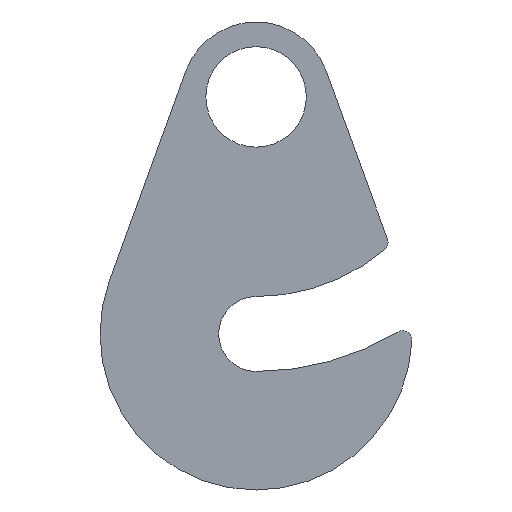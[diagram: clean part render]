
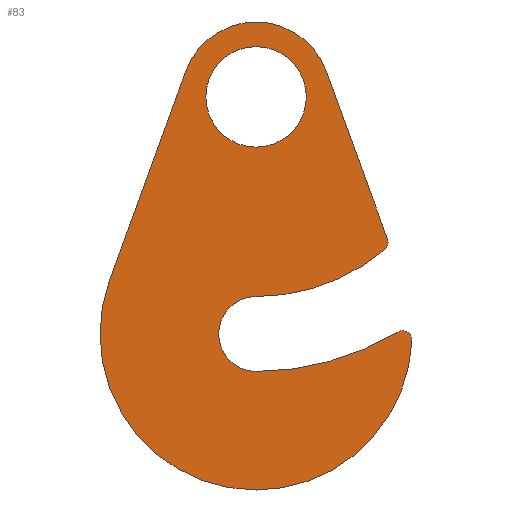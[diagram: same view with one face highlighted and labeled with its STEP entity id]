
A CAD part, front view. The second image highlights one B-rep face of the part: STEP entity #83.
In plain terms, the highlighted planar face has unit normal (0, -1, 0).
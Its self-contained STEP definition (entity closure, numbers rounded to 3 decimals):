
#22 = ORIENTED_EDGE ( 'NONE', *, *, #224, .F. ) ;
#25 = EDGE_CURVE ( 'NONE', #222, #113, #332, .T. ) ;
#54 = EDGE_CURVE ( 'NONE', #153, #150, #459, .T. ) ;
#59 = ORIENTED_EDGE ( 'NONE', *, *, #155, .T. ) ;
#62 = ORIENTED_EDGE ( 'NONE', *, *, #25, .F. ) ;
#63 = ORIENTED_EDGE ( 'NONE', *, *, #120, .F. ) ;
#64 = EDGE_CURVE ( 'NONE', #114, #82, #382, .T. ) ;
#66 = EDGE_CURVE ( 'NONE', #82, #68, #447, .T. ) ;
#68 = VERTEX_POINT ( 'NONE', #449 ) ;
#74 = EDGE_LOOP ( 'NONE', ( #86, #93, #119, #63, #107, #111, #118, #62, #22, #100 ) ) ;
#82 = VERTEX_POINT ( 'NONE', #361 ) ;
#83 = ADVANCED_FACE ( 'NONE', ( #356, #436 ), #363, .F. ) ;
#86 = ORIENTED_EDGE ( 'NONE', *, *, #66, .F. ) ;
#93 = ORIENTED_EDGE ( 'NONE', *, *, #64, .F. ) ;
#96 = EDGE_LOOP ( 'NONE', ( #59, #105 ) ) ;
#100 = ORIENTED_EDGE ( 'NONE', *, *, #106, .F. ) ;
#105 = ORIENTED_EDGE ( 'NONE', *, *, #54, .T. ) ;
#106 = EDGE_CURVE ( 'NONE', #68, #228, #536, .T. ) ;
#107 = ORIENTED_EDGE ( 'NONE', *, *, #108, .F. ) ;
#108 = EDGE_CURVE ( 'NONE', #110, #115, #530, .T. ) ;
#109 = VERTEX_POINT ( 'NONE', #388 ) ;
#110 = VERTEX_POINT ( 'NONE', #390 ) ;
#111 = ORIENTED_EDGE ( 'NONE', *, *, #122, .F. ) ;
#113 = VERTEX_POINT ( 'NONE', #489 ) ;
#114 = VERTEX_POINT ( 'NONE', #524 ) ;
#115 = VERTEX_POINT ( 'NONE', #523 ) ;
#116 = VERTEX_POINT ( 'NONE', #525 ) ;
#117 = EDGE_CURVE ( 'NONE', #109, #114, #520, .T. ) ;
#118 = ORIENTED_EDGE ( 'NONE', *, *, #121, .F. ) ;
#119 = ORIENTED_EDGE ( 'NONE', *, *, #117, .F. ) ;
#120 = EDGE_CURVE ( 'NONE', #115, #109, #516, .T. ) ;
#121 = EDGE_CURVE ( 'NONE', #113, #116, #514, .T. ) ;
#122 = EDGE_CURVE ( 'NONE', #116, #110, #386, .T. ) ;
#150 = VERTEX_POINT ( 'NONE', #538 ) ;
#153 = VERTEX_POINT ( 'NONE', #567 ) ;
#155 = EDGE_CURVE ( 'NONE', #150, #153, #563, .T. ) ;
#222 = VERTEX_POINT ( 'NONE', #600 ) ;
#224 = EDGE_CURVE ( 'NONE', #228, #222, #584, .T. ) ;
#228 = VERTEX_POINT ( 'NONE', #592 ) ;
#329 = DIRECTION ( 'NONE',  ( 0.342, 0., 0.94 ) ) ;
#330 = VECTOR ( 'NONE', #329, 1000. ) ;
#331 = CARTESIAN_POINT ( 'NONE',  ( -11.746, 0., -14.724 ) ) ;
#332 = LINE ( 'NONE', #331, #330 ) ;
#337 = AXIS2_PLACEMENT_3D ( 'NONE', #446, #445, #444 ) ;
#356 = FACE_OUTER_BOUND ( 'NONE', #74, .T. ) ;
#361 = CARTESIAN_POINT ( 'NONE',  ( 11.353, 0., -18.844 ) ) ;
#363 = PLANE ( 'NONE',  #379 ) ;
#379 = AXIS2_PLACEMENT_3D ( 'NONE', #427, #426, #425 ) ;
#380 = DIRECTION ( 'NONE',  ( 0., 0., -1. ) ) ;
#381 = DIRECTION ( 'NONE',  ( 0., -1., 0. ) ) ;
#382 = CIRCLE ( 'NONE', #452, 22. ) ;
#383 = CARTESIAN_POINT ( 'NONE',  ( 0., 0., 0. ) ) ;
#384 = DIRECTION ( 'NONE',  ( 0., 0., 1. ) ) ;
#385 = DIRECTION ( 'NONE',  ( 0., 1., 0. ) ) ;
#386 = LINE ( 'NONE', #479, #478 ) ;
#388 = CARTESIAN_POINT ( 'NONE',  ( 0., 0., -16. ) ) ;
#390 = CARTESIAN_POINT ( 'NONE',  ( 10.536, 0., -11.401 ) ) ;
#408 = AXIS2_PLACEMENT_3D ( 'NONE', #451, #385, #384 ) ;
#425 = DIRECTION ( 'NONE',  ( 0., 0., 1. ) ) ;
#426 = DIRECTION ( 'NONE',  ( 0., 1., 0. ) ) ;
#427 = CARTESIAN_POINT ( 'NONE',  ( 11.74, 0., -19.487 ) ) ;
#436 = FACE_BOUND ( 'NONE', #96, .T. ) ;
#444 = DIRECTION ( 'NONE',  ( 0., 0., 1. ) ) ;
#445 = DIRECTION ( 'NONE',  ( 0., 1., 0. ) ) ;
#446 = CARTESIAN_POINT ( 'NONE',  ( 11.74, 0., -19.487 ) ) ;
#447 = CIRCLE ( 'NONE', #337, 0.75 ) ;
#449 = CARTESIAN_POINT ( 'NONE',  ( 12.489, 0., -19.518 ) ) ;
#451 = CARTESIAN_POINT ( 'NONE',  ( 0., 0., 0. ) ) ;
#452 = AXIS2_PLACEMENT_3D ( 'NONE', #383, #381, #380 ) ;
#459 = CIRCLE ( 'NONE', #408, 4.025 ) ;
#477 = DIRECTION ( 'NONE',  ( 0.342, 0., -0.94 ) ) ;
#478 = VECTOR ( 'NONE', #477, 1000. ) ;
#479 = CARTESIAN_POINT ( 'NONE',  ( 5.638, 0., 2.053 ) ) ;
#482 = DIRECTION ( 'NONE',  ( 0., 0., -1. ) ) ;
#483 = DIRECTION ( 'NONE',  ( 0., 1., 0. ) ) ;
#489 = CARTESIAN_POINT ( 'NONE',  ( -5.638, 0., 2.053 ) ) ;
#509 = AXIS2_PLACEMENT_3D ( 'NONE', #521, #483, #482 ) ;
#511 = DIRECTION ( 'NONE',  ( 0., 0., -1. ) ) ;
#512 = DIRECTION ( 'NONE',  ( 0., 1., 0. ) ) ;
#514 = CIRCLE ( 'NONE', #509, 6. ) ;
#515 = CARTESIAN_POINT ( 'NONE',  ( 0., 0., 0. ) ) ;
#516 = CIRCLE ( 'NONE', #522, 16. ) ;
#517 = DIRECTION ( 'NONE',  ( 0., 0., 1. ) ) ;
#518 = DIRECTION ( 'NONE',  ( 0., -1., 0. ) ) ;
#519 = CARTESIAN_POINT ( 'NONE',  ( 0., 0., -19. ) ) ;
#520 = CIRCLE ( 'NONE', #531, 3. ) ;
#521 = CARTESIAN_POINT ( 'NONE',  ( 0., 0., 0. ) ) ;
#522 = AXIS2_PLACEMENT_3D ( 'NONE', #515, #512, #511 ) ;
#523 = CARTESIAN_POINT ( 'NONE',  ( 10.315, 0., -12.231 ) ) ;
#524 = CARTESIAN_POINT ( 'NONE',  ( 0., 0., -22. ) ) ;
#525 = CARTESIAN_POINT ( 'NONE',  ( 5.638, 0., 2.053 ) ) ;
#526 = DIRECTION ( 'NONE',  ( 0., 0., -1. ) ) ;
#527 = DIRECTION ( 'NONE',  ( 0., 1., 0. ) ) ;
#528 = CARTESIAN_POINT ( 'NONE',  ( 9.831, 0., -11.658 ) ) ;
#529 = AXIS2_PLACEMENT_3D ( 'NONE', #528, #527, #526 ) ;
#530 = CIRCLE ( 'NONE', #529, 0.75 ) ;
#531 = AXIS2_PLACEMENT_3D ( 'NONE', #519, #518, #517 ) ;
#532 = DIRECTION ( 'NONE',  ( 0., 0., 1. ) ) ;
#533 = DIRECTION ( 'NONE',  ( 0., 1., 0. ) ) ;
#534 = CARTESIAN_POINT ( 'NONE',  ( 0., 0., -19. ) ) ;
#535 = AXIS2_PLACEMENT_3D ( 'NONE', #534, #533, #532 ) ;
#536 = CIRCLE ( 'NONE', #535, 12.5 ) ;
#538 = CARTESIAN_POINT ( 'NONE',  ( 0., 0., -4.025 ) ) ;
#553 = DIRECTION ( 'NONE',  ( 0., 0., 1. ) ) ;
#554 = DIRECTION ( 'NONE',  ( 0., 1., 0. ) ) ;
#555 = CARTESIAN_POINT ( 'NONE',  ( 0., 0., 0. ) ) ;
#557 = AXIS2_PLACEMENT_3D ( 'NONE', #555, #554, #553 ) ;
#563 = CIRCLE ( 'NONE', #557, 4.025 ) ;
#567 = CARTESIAN_POINT ( 'NONE',  ( 0., 0., 4.025 ) ) ;
#583 = AXIS2_PLACEMENT_3D ( 'NONE', #651, #650, #649 ) ;
#584 = CIRCLE ( 'NONE', #583, 12.5 ) ;
#592 = CARTESIAN_POINT ( 'NONE',  ( 0., 0., -31.5 ) ) ;
#600 = CARTESIAN_POINT ( 'NONE',  ( -11.746, 0., -14.724 ) ) ;
#649 = DIRECTION ( 'NONE',  ( 0., 0., 1. ) ) ;
#650 = DIRECTION ( 'NONE',  ( 0., 1., 0. ) ) ;
#651 = CARTESIAN_POINT ( 'NONE',  ( 0., 0., -19. ) ) ;
